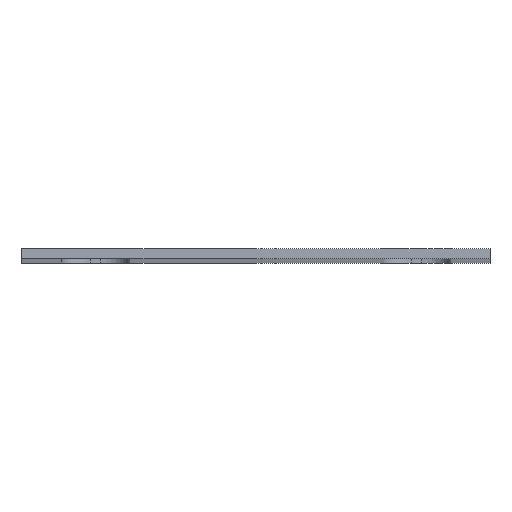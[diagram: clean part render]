
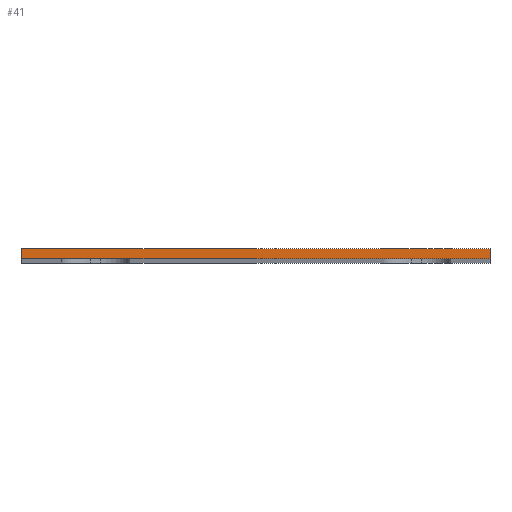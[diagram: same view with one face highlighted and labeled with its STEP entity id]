
A CAD part, top view. The second image highlights one B-rep face of the part: STEP entity #41.
In plain terms, the highlighted planar face has unit normal (0, 0, 1).
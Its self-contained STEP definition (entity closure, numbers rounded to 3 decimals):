
#41 = ADVANCED_FACE ( 'NONE', ( #685 ), #474, .F. ) ;
#53 = LINE ( 'NONE', #344, #527 ) ;
#73 = VERTEX_POINT ( 'NONE', #751 ) ;
#74 = DIRECTION ( 'NONE',  ( 0., -1., 0. ) ) ;
#84 = EDGE_CURVE ( 'NONE', #73, #149, #53, .T. ) ;
#85 = CARTESIAN_POINT ( 'NONE',  ( -24., 1., 135. ) ) ;
#115 = AXIS2_PLACEMENT_3D ( 'NONE', #736, #636, #638 ) ;
#149 = VERTEX_POINT ( 'NONE', #647 ) ;
#157 = EDGE_CURVE ( 'NONE', #598, #149, #363, .T. ) ;
#220 = ORIENTED_EDGE ( 'NONE', *, *, #673, .T. ) ;
#250 = ORIENTED_EDGE ( 'NONE', *, *, #439, .F. ) ;
#251 = CARTESIAN_POINT ( 'NONE',  ( -24., 0., 135. ) ) ;
#281 = VERTEX_POINT ( 'NONE', #313 ) ;
#310 = DIRECTION ( 'NONE',  ( 1., 0., 0. ) ) ;
#313 = CARTESIAN_POINT ( 'NONE',  ( -24., 1., 135. ) ) ;
#344 = CARTESIAN_POINT ( 'NONE',  ( 24., 1., 135. ) ) ;
#360 = ORIENTED_EDGE ( 'NONE', *, *, #157, .T. ) ;
#363 = LINE ( 'NONE', #597, #713 ) ;
#407 = VECTOR ( 'NONE', #750, 1000. ) ;
#411 = EDGE_LOOP ( 'NONE', ( #360, #640, #250, #220 ) ) ;
#439 = EDGE_CURVE ( 'NONE', #281, #73, #465, .T. ) ;
#465 = LINE ( 'NONE', #735, #407 ) ;
#474 = PLANE ( 'NONE',  #115 ) ;
#527 = VECTOR ( 'NONE', #681, 1000. ) ;
#597 = CARTESIAN_POINT ( 'NONE',  ( 24., 0., 135. ) ) ;
#598 = VERTEX_POINT ( 'NONE', #251 ) ;
#605 = LINE ( 'NONE', #85, #709 ) ;
#636 = DIRECTION ( 'NONE',  ( 0., 0., -1. ) ) ;
#638 = DIRECTION ( 'NONE',  ( -1., 0., 0. ) ) ;
#640 = ORIENTED_EDGE ( 'NONE', *, *, #84, .F. ) ;
#647 = CARTESIAN_POINT ( 'NONE',  ( 24., 0., 135. ) ) ;
#673 = EDGE_CURVE ( 'NONE', #281, #598, #605, .T. ) ;
#681 = DIRECTION ( 'NONE',  ( 0., -1., 0. ) ) ;
#685 = FACE_OUTER_BOUND ( 'NONE', #411, .T. ) ;
#709 = VECTOR ( 'NONE', #74, 1000. ) ;
#713 = VECTOR ( 'NONE', #310, 1000. ) ;
#735 = CARTESIAN_POINT ( 'NONE',  ( 24., 1., 135. ) ) ;
#736 = CARTESIAN_POINT ( 'NONE',  ( 24., 1., 135. ) ) ;
#750 = DIRECTION ( 'NONE',  ( 1., 0., 0. ) ) ;
#751 = CARTESIAN_POINT ( 'NONE',  ( 24., 1., 135. ) ) ;
